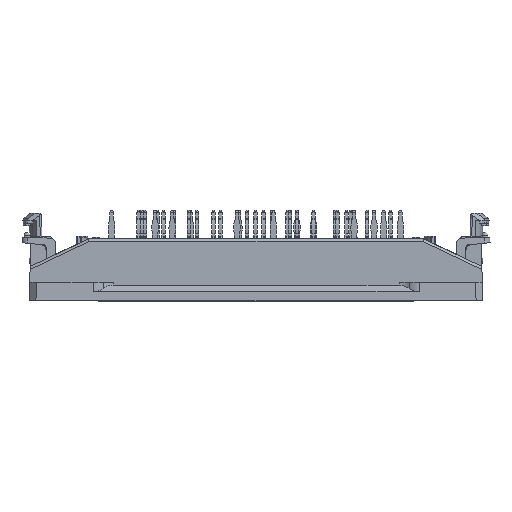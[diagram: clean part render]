
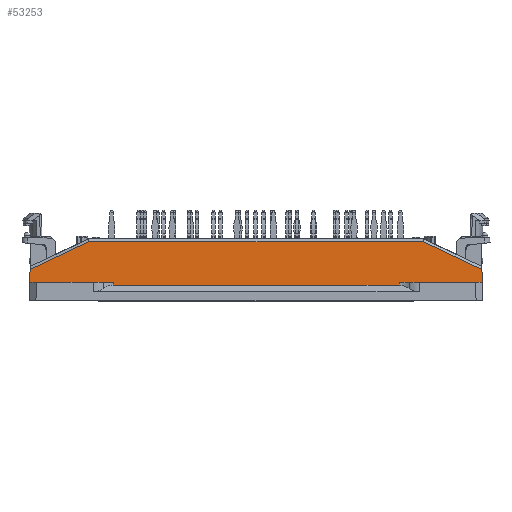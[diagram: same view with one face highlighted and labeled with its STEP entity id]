
A CAD part, front view. The second image highlights one B-rep face of the part: STEP entity #53253.
In plain terms, the highlighted planar face has unit normal (0, -1, 0.018).
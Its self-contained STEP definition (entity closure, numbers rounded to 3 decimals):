
#1479=B_SPLINE_CURVE_WITH_KNOTS('',3,(#75275,#75276,#75277,#75278),
 .UNSPECIFIED.,.F.,.F.,(4,4),(0.,1.),.UNSPECIFIED.);
#5818=ORIENTED_EDGE('',*,*,#16126,.T.);
#5819=ORIENTED_EDGE('',*,*,#16127,.T.);
#5820=ORIENTED_EDGE('',*,*,#15008,.F.);
#5821=ORIENTED_EDGE('',*,*,#15683,.F.);
#5822=ORIENTED_EDGE('',*,*,#15598,.F.);
#5823=ORIENTED_EDGE('',*,*,#15707,.F.);
#5824=ORIENTED_EDGE('',*,*,#15710,.F.);
#5825=ORIENTED_EDGE('',*,*,#15779,.T.);
#5826=ORIENTED_EDGE('',*,*,#15005,.F.);
#5827=ORIENTED_EDGE('',*,*,#16128,.F.);
#15005=EDGE_CURVE('',#20732,#20730,#24335,.T.);
#15008=EDGE_CURVE('',#20734,#20735,#24338,.T.);
#15598=EDGE_CURVE('',#21152,#21153,#24654,.T.);
#15683=EDGE_CURVE('',#21153,#20734,#24711,.T.);
#15707=EDGE_CURVE('',#21203,#21152,#24728,.T.);
#15710=EDGE_CURVE('',#21205,#21203,#24731,.T.);
#15779=EDGE_CURVE('',#21205,#20730,#24787,.T.);
#16126=EDGE_CURVE('',#21434,#21435,#25036,.T.);
#16127=EDGE_CURVE('',#21435,#20735,#1479,.T.);
#16128=EDGE_CURVE('',#21434,#20732,#25037,.T.);
#20730=VERTEX_POINT('',#71475);
#20732=VERTEX_POINT('',#71480);
#20734=VERTEX_POINT('',#71486);
#20735=VERTEX_POINT('',#71488);
#21152=VERTEX_POINT('',#73528);
#21153=VERTEX_POINT('',#73529);
#21203=VERTEX_POINT('',#73825);
#21205=VERTEX_POINT('',#73831);
#21434=VERTEX_POINT('',#75273);
#21435=VERTEX_POINT('',#75274);
#24335=LINE('',#71481,#28199);
#24338=LINE('',#71487,#28202);
#24654=LINE('',#73527,#28518);
#24711=LINE('',#73778,#28575);
#24728=LINE('',#73826,#28592);
#24731=LINE('',#73832,#28595);
#24787=LINE('',#73970,#28651);
#25036=LINE('',#75272,#28900);
#25037=LINE('',#75279,#28901);
#28199=VECTOR('',#59655,1000.);
#28202=VECTOR('',#59660,1000.);
#28518=VECTOR('',#60544,1000.);
#28575=VECTOR('',#60735,1000.);
#28592=VECTOR('',#60784,1000.);
#28595=VECTOR('',#60789,1000.);
#28651=VECTOR('',#60925,1000.);
#28900=VECTOR('',#61596,1000.);
#28901=VECTOR('',#61597,1000.);
#32288=EDGE_LOOP('',(#5818,#5819,#5820,#5821,#5822,#5823,#5824,#5825,#5826,
#5827));
#34610=FACE_BOUND('',#32288,.T.);
#36658=PLANE('',#55911);
#53253=ADVANCED_FACE('',(#34610),#36658,.T.);
#55911=AXIS2_PLACEMENT_3D('',#75271,#61594,#61595);
#59655=DIRECTION('',(-1.,0.,0.));
#59660=DIRECTION('',(-1.,0.,0.));
#60544=DIRECTION('',(0.906,-0.007,-0.424));
#60735=DIRECTION('',(0.026,-0.017,-1.));
#60784=DIRECTION('',(1.,0.,0.));
#60789=DIRECTION('',(0.906,0.007,0.424));
#60925=DIRECTION('',(-0.026,-0.017,-1.));
#61594=DIRECTION('',(0.,-1.,0.017));
#61595=DIRECTION('',(0.,0.017,1.));
#61596=DIRECTION('',(1.,0.,0.));
#61597=DIRECTION('',(-0.009,0.017,1.));
#71475=CARTESIAN_POINT('',(-40.913,-17.4,2.86));
#71480=CARTESIAN_POINT('',(-25.797,-17.4,2.86));
#71481=CARTESIAN_POINT('',(35.279,-17.4,2.86));
#71486=CARTESIAN_POINT('',(40.913,-17.4,2.86));
#71487=CARTESIAN_POINT('',(35.279,-17.4,2.86));
#71488=CARTESIAN_POINT('',(25.878,-17.4,2.86));
#73527=CARTESIAN_POINT('',(37.17,-17.33,6.895));
#73528=CARTESIAN_POINT('',(30.201,-17.273,10.16));
#73529=CARTESIAN_POINT('',(40.852,-17.36,5.17));
#73778=CARTESIAN_POINT('',(40.993,-17.454,-0.218));
#73825=CARTESIAN_POINT('',(-30.201,-17.273,10.16));
#73826=CARTESIAN_POINT('',(-30.305,-17.273,10.16));
#73831=CARTESIAN_POINT('',(-40.852,-17.36,5.17));
#73832=CARTESIAN_POINT('',(20.687,-16.856,33.999));
#73970=CARTESIAN_POINT('',(-40.86,-17.365,4.853));
#75271=CARTESIAN_POINT('',(35.279,-17.4,2.86));
#75272=CARTESIAN_POINT('',(35.975,-17.409,2.326));
#75273=CARTESIAN_POINT('',(-25.792,-17.409,2.326));
#75274=CARTESIAN_POINT('',(25.872,-17.409,2.326));
#75275=CARTESIAN_POINT('',(25.872,-17.409,2.326));
#75276=CARTESIAN_POINT('',(25.874,-17.406,2.504));
#75277=CARTESIAN_POINT('',(25.876,-17.403,2.682));
#75278=CARTESIAN_POINT('',(25.878,-17.4,2.86));
#75279=CARTESIAN_POINT('',(-25.792,-17.409,2.336));
